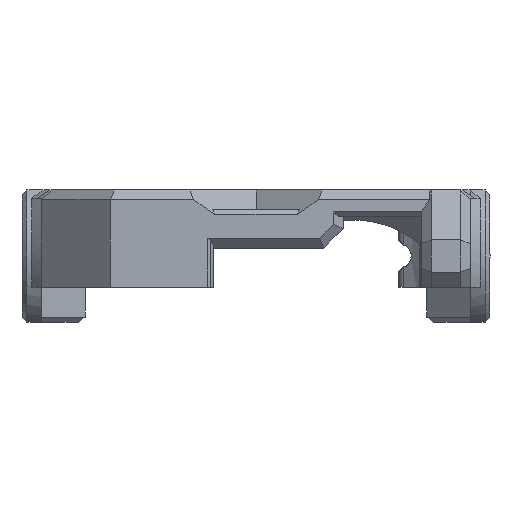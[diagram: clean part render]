
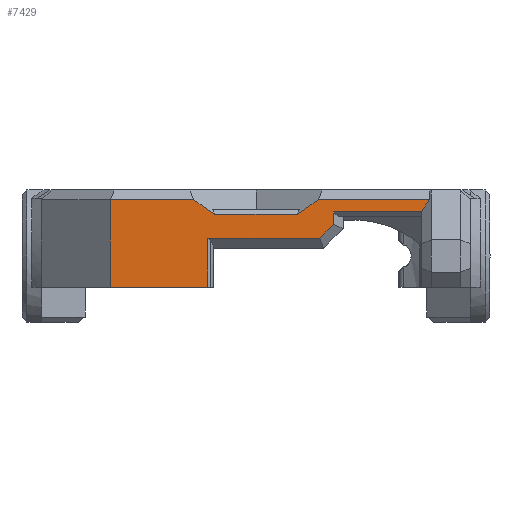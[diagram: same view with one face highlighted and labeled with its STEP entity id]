
A CAD part, left-side view. The second image highlights one B-rep face of the part: STEP entity #7429.
In plain terms, the highlighted planar face has unit normal (-1, 0, 0).
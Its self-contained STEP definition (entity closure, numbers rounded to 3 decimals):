
#655=LINE('',#12862,#1425);
#781=LINE('',#13167,#1551);
#788=LINE('',#13253,#1558);
#906=LINE('',#13533,#1676);
#909=LINE('',#13539,#1679);
#911=LINE('',#13543,#1681);
#917=LINE('',#13555,#1687);
#954=LINE('',#13628,#1724);
#956=LINE('',#13631,#1726);
#958=LINE('',#13634,#1728);
#959=LINE('',#13635,#1729);
#960=LINE('',#13636,#1730);
#961=LINE('',#13638,#1731);
#962=LINE('',#13639,#1732);
#1425=VECTOR('',#8831,10.);
#1551=VECTOR('',#9075,10.);
#1558=VECTOR('',#9088,10.);
#1676=VECTOR('',#9378,10.);
#1679=VECTOR('',#9383,10.);
#1681=VECTOR('',#9387,10.);
#1687=VECTOR('',#9399,10.);
#1724=VECTOR('',#9482,10.);
#1726=VECTOR('',#9486,10.);
#1728=VECTOR('',#9490,10.);
#1729=VECTOR('',#9491,10.);
#1730=VECTOR('',#9492,10.);
#1731=VECTOR('',#9493,10.);
#1732=VECTOR('',#9494,10.);
#2039=PLANE('',#7917);
#2437=FACE_OUTER_BOUND('',#2860,.T.);
#2860=EDGE_LOOP('',(#6575,#6576,#6577,#6578,#6579,#6580,#6581,#6582,#6583,
#6584,#6585,#6586,#6587,#6588));
#3276=VERTEX_POINT('',#10675);
#3534=VERTEX_POINT('',#12859);
#3535=VERTEX_POINT('',#12861);
#3608=VERTEX_POINT('',#13160);
#3611=VERTEX_POINT('',#13165);
#3616=VERTEX_POINT('',#13246);
#3619=VERTEX_POINT('',#13251);
#3695=VERTEX_POINT('',#13532);
#3697=VERTEX_POINT('',#13538);
#3698=VERTEX_POINT('',#13542);
#3700=VERTEX_POINT('',#13552);
#3701=VERTEX_POINT('',#13554);
#3714=VERTEX_POINT('',#13627);
#3715=VERTEX_POINT('',#13637);
#4397=EDGE_CURVE('',#3535,#3534,#655,.F.);
#4529=EDGE_CURVE('',#3611,#3608,#781,.T.);
#4542=EDGE_CURVE('',#3619,#3616,#788,.T.);
#4686=EDGE_CURVE('',#3616,#3695,#906,.T.);
#4689=EDGE_CURVE('',#3695,#3697,#909,.T.);
#4691=EDGE_CURVE('',#3697,#3698,#911,.T.);
#4697=EDGE_CURVE('',#3700,#3701,#917,.F.);
#4734=EDGE_CURVE('',#3276,#3714,#954,.T.);
#4736=EDGE_CURVE('',#3714,#3611,#956,.T.);
#4738=EDGE_CURVE('',#3535,#3276,#958,.T.);
#4739=EDGE_CURVE('',#3534,#3698,#959,.T.);
#4740=EDGE_CURVE('',#3619,#3701,#960,.T.);
#4741=EDGE_CURVE('',#3715,#3700,#961,.T.);
#4742=EDGE_CURVE('',#3608,#3715,#962,.T.);
#6575=ORIENTED_EDGE('',*,*,#4736,.F.);
#6576=ORIENTED_EDGE('',*,*,#4734,.F.);
#6577=ORIENTED_EDGE('',*,*,#4738,.F.);
#6578=ORIENTED_EDGE('',*,*,#4397,.T.);
#6579=ORIENTED_EDGE('',*,*,#4739,.T.);
#6580=ORIENTED_EDGE('',*,*,#4691,.F.);
#6581=ORIENTED_EDGE('',*,*,#4689,.F.);
#6582=ORIENTED_EDGE('',*,*,#4686,.F.);
#6583=ORIENTED_EDGE('',*,*,#4542,.F.);
#6584=ORIENTED_EDGE('',*,*,#4740,.T.);
#6585=ORIENTED_EDGE('',*,*,#4697,.F.);
#6586=ORIENTED_EDGE('',*,*,#4741,.F.);
#6587=ORIENTED_EDGE('',*,*,#4742,.F.);
#6588=ORIENTED_EDGE('',*,*,#4529,.F.);
#7429=ADVANCED_FACE('',(#2437),#2039,.T.);
#7917=AXIS2_PLACEMENT_3D('',#13633,#9488,#9489);
#8831=DIRECTION('',(0.,1.,0.));
#9075=DIRECTION('',(0.,-1.,0.));
#9088=DIRECTION('',(0.,1.,0.));
#9378=DIRECTION('',(0.,0.,-1.));
#9383=DIRECTION('',(0.,0.707,-0.707));
#9387=DIRECTION('',(0.,1.,0.));
#9399=DIRECTION('',(0.,-0.577,0.816));
#9482=DIRECTION('',(0.,-1.,0.));
#9486=DIRECTION('',(0.,-0.816,-0.577));
#9488=DIRECTION('center_axis',(-1.,0.,0.));
#9489=DIRECTION('ref_axis',(0.,-1.,0.));
#9490=DIRECTION('',(0.,0.,1.));
#9491=DIRECTION('',(0.,0.,1.));
#9492=DIRECTION('',(0.,0.,1.));
#9493=DIRECTION('',(0.,-1.,0.));
#9494=DIRECTION('',(0.,-0.816,0.577));
#10675=CARTESIAN_POINT('',(-21.425,4.971,11.35));
#12859=CARTESIAN_POINT('',(-21.425,-4.971,2.4));
#12861=CARTESIAN_POINT('',(-21.425,4.971,2.4));
#12862=CARTESIAN_POINT('',(-21.425,-17.354,2.4));
#13160=CARTESIAN_POINT('',(-21.425,-14.147,9.85));
#13165=CARTESIAN_POINT('',(-21.425,-5.678,9.85));
#13167=CARTESIAN_POINT('',(-21.425,-12.383,9.85));
#13246=CARTESIAN_POINT('',(-21.425,-17.825,10.1));
#13251=CARTESIAN_POINT('',(-21.425,-26.825,10.1));
#13253=CARTESIAN_POINT('',(-21.425,-20.84,10.1));
#13532=CARTESIAN_POINT('',(-21.425,-17.825,8.814));
#13533=CARTESIAN_POINT('',(-21.425,-17.825,7.925));
#13538=CARTESIAN_POINT('',(-21.425,-16.411,7.4));
#13539=CARTESIAN_POINT('',(-21.425,-16.988,7.977));
#13542=CARTESIAN_POINT('',(-21.425,-4.971,7.4));
#13543=CARTESIAN_POINT('',(-21.425,-14.869,7.4));
#13552=CARTESIAN_POINT('',(-21.425,-27.661,11.35));
#13554=CARTESIAN_POINT('',(-21.425,-26.825,10.168));
#13555=CARTESIAN_POINT('',(-21.425,-24.69,7.149));
#13627=CARTESIAN_POINT('',(-21.425,-3.556,11.35));
#13628=CARTESIAN_POINT('',(-21.425,-12.383,11.35));
#13631=CARTESIAN_POINT('',(-21.425,-10.109,6.717));
#13633=CARTESIAN_POINT('Origin',(-21.425,-14.854,9.85));
#13634=CARTESIAN_POINT('',(-21.425,4.971,9.85));
#13635=CARTESIAN_POINT('',(-21.425,-4.971,6.125));
#13636=CARTESIAN_POINT('',(-21.425,-26.825,8.42));
#13637=CARTESIAN_POINT('',(-21.425,-16.269,11.35));
#13638=CARTESIAN_POINT('',(-21.425,-12.383,11.35));
#13639=CARTESIAN_POINT('',(-21.425,-12.187,8.464));
